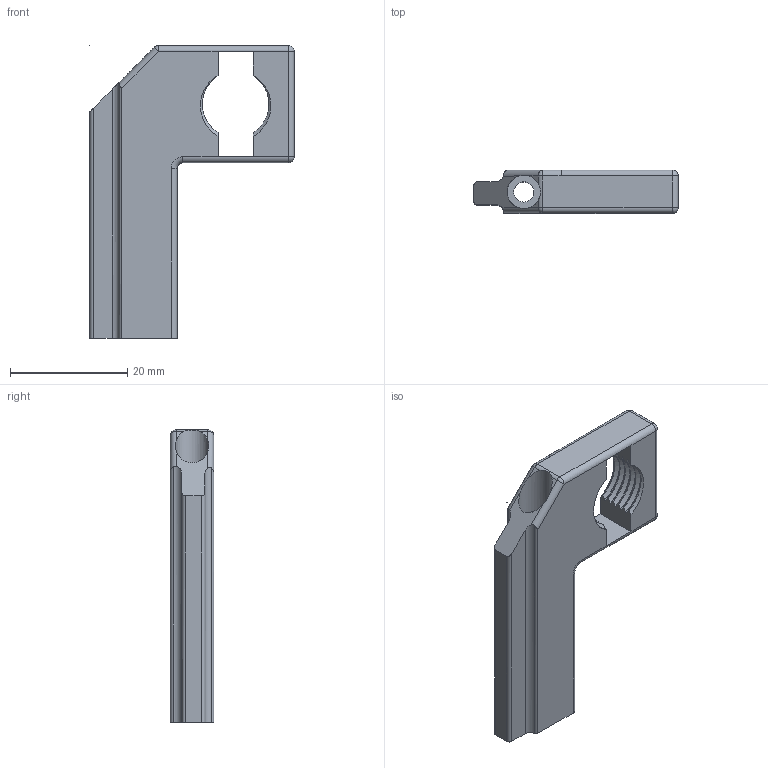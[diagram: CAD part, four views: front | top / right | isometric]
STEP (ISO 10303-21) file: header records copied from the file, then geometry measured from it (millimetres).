
FILE_DESCRIPTION(/* description */ (''),/* implementation_level */ '2;1');
FILE_NAME(/* name */ 'Galileo V2 Umbilical Mount v1.step',/* time_stamp */ '2024-01-05T15:13:46-05:00',/* author */ (''),/* organization */ (''),/* preprocessor_version */ 'ST-DEVELOPER v20',/* originating_system */ 'Autodesk Translation Framework v12.14.0.127',/* authorisation */ '');
FILE_SCHEMA (('AUTOMOTIVE_DESIGN { 1 0 10303 214 3 1 1 }'));
Length unit declared in the file: millimetre
Products named in the file (1): Galileo V2 Umbilical Mount
Bounding box: 34.9 x 7.42 x 50 mm (x, y, z)
Volume: 5585.2 mm3; surface area: 3856.4 mm2
Topology: 2 solids, 2 shells, 113 faces, 301 edges, 190 vertices
Faces by surface type: cylinder 48, bspline 33, plane 25, sphere 6, torus 1
Full cylindrical faces by diameter (mm): 3.466 x1, 5.7 x1
Entity records: 6219 total; most frequent: CARTESIAN_POINT 3687, ORIENTED_EDGE 602, DIRECTION 387, EDGE_CURVE 301, VERTEX_POINT 190, AXIS2_PLACEMENT_3D 132, B_SPLINE_CURVE_WITH_KNOTS 127, LINE 123
